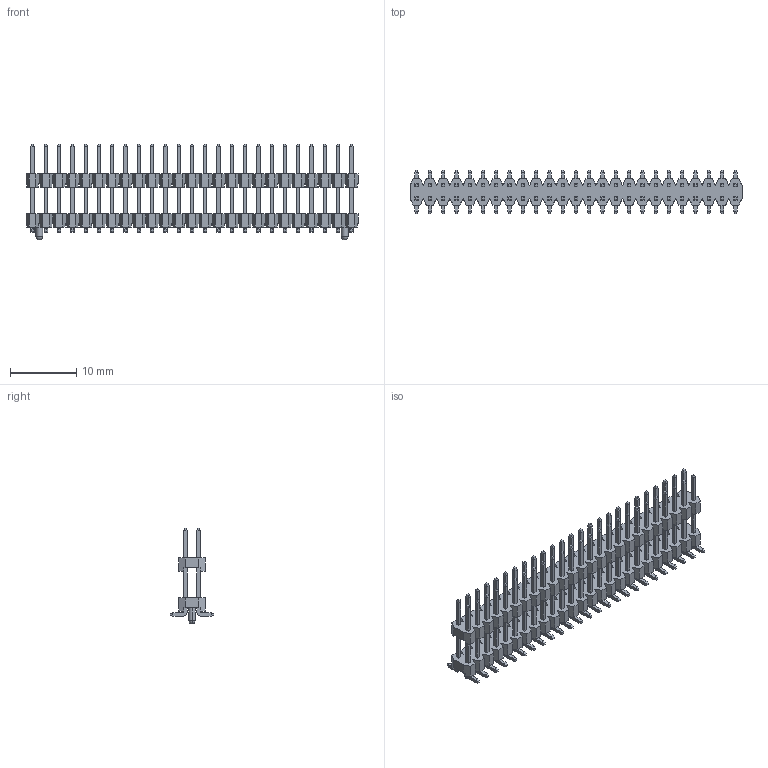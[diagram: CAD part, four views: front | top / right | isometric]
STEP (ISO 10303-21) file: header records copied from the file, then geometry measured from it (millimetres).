
FILE_DESCRIPTION (( 'STEP AP214' ), '1' );
FILE_NAME ('FPH20072-D50S1014130911M-REF.STEP', '2026-01-14T08:39:15', ( '' ), ( '' ), 'SwSTEP 2.0', 'SolidWorks 2021', '' );
FILE_SCHEMA (( 'AUTOMOTIVE_DESIGN' ));
Length unit declared in the file: millimetre
Products named in the file (1): FPH20072-D50S1014130911M-REF
Bounding box: 50 x 6.5 x 14.45 mm (x, y, z)
Volume: 728.9 mm3; surface area: 2541.7 mm2
Topology: 1 solids, 1 shells, 1916 faces, 5136 edges, 3222 vertices
Faces by surface type: plane 1808, cylinder 104, sphere 4
Entity records: 58118 total; most frequent: CARTESIAN_POINT 10263, ORIENTED_EDGE 10256, DIRECTION 9174, EDGE_CURVE 5128, LINE 4916, VECTOR 4916, VERTEX_POINT 3218, AXIS2_PLACEMENT_3D 2129
